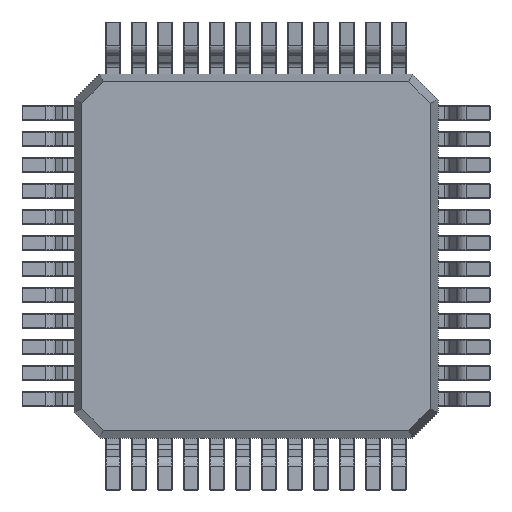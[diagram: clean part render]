
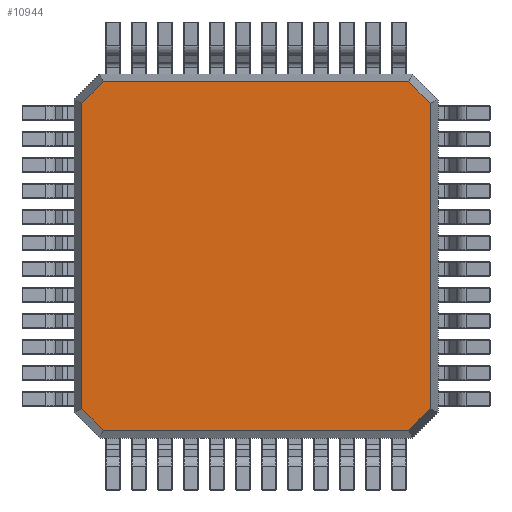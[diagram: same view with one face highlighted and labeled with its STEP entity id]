
A CAD part, front view. The second image highlights one B-rep face of the part: STEP entity #10944.
In plain terms, the highlighted planar face has unit normal (0, -1, 0).
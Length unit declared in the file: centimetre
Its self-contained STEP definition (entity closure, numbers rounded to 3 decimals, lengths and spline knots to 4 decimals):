
#3752=DIRECTION('',(0.,0.,1.));
#3753=VECTOR('',#3752,0.5876);
#3754=CARTESIAN_POINT('',(-0.335,0.015,-0.2938));
#3755=LINE('',#3754,#3753);
#3764=DIRECTION('',(-1.,0.,0.));
#3765=VECTOR('',#3764,0.5876);
#3766=CARTESIAN_POINT('',(0.2938,0.015,-0.335));
#3767=LINE('',#3766,#3765);
#3772=DIRECTION('',(0.,0.,-1.));
#3773=VECTOR('',#3772,0.5876);
#3774=CARTESIAN_POINT('',(0.335,0.015,0.2938));
#3775=LINE('',#3774,#3773);
#3776=DIRECTION('',(0.707,0.,0.707));
#3777=VECTOR('',#3776,0.0583);
#3778=CARTESIAN_POINT('',(0.2938,0.015,-0.335));
#3779=LINE('',#3778,#3777);
#3780=DIRECTION('',(0.707,0.,-0.707));
#3781=VECTOR('',#3780,0.0583);
#3782=CARTESIAN_POINT('',(-0.335,0.015,-0.2938));
#3783=LINE('',#3782,#3781);
#3784=DIRECTION('',(-0.707,0.,-0.707));
#3785=VECTOR('',#3784,0.0583);
#3786=CARTESIAN_POINT('',(-0.2938,0.015,0.335));
#3787=LINE('',#3786,#3785);
#3788=DIRECTION('',(-0.707,0.,0.707));
#3789=VECTOR('',#3788,0.0583);
#3790=CARTESIAN_POINT('',(0.335,0.015,0.2938));
#3791=LINE('',#3790,#3789);
#3796=DIRECTION('',(1.,0.,0.));
#3797=VECTOR('',#3796,0.5876);
#3798=CARTESIAN_POINT('',(-0.2938,0.015,0.335));
#3799=LINE('',#3798,#3797);
#7594=CARTESIAN_POINT('',(-0.335,0.015,-0.2938));
#7595=CARTESIAN_POINT('',(-0.2938,0.015,-0.335));
#7596=VERTEX_POINT('',#7594);
#7597=VERTEX_POINT('',#7595);
#7602=CARTESIAN_POINT('',(-0.335,0.015,0.2938));
#7603=VERTEX_POINT('',#7602);
#7620=CARTESIAN_POINT('',(-0.2938,0.015,0.335));
#7621=VERTEX_POINT('',#7620);
#7628=CARTESIAN_POINT('',(0.335,0.015,0.2938));
#7629=VERTEX_POINT('',#7628);
#7630=CARTESIAN_POINT('',(0.2938,0.015,-0.335));
#7631=CARTESIAN_POINT('',(0.335,0.015,-0.2938));
#7632=VERTEX_POINT('',#7630);
#7633=VERTEX_POINT('',#7631);
#7642=CARTESIAN_POINT('',(0.2938,0.015,0.335));
#7643=VERTEX_POINT('',#7642);
#10927=CARTESIAN_POINT('',(0.,0.015,-0.35));
#10928=DIRECTION('',(0.,-1.,0.));
#10929=DIRECTION('',(1.,0.,0.));
#10930=AXIS2_PLACEMENT_3D('',#10927,#10928,#10929);
#10931=PLANE('',#10930);
#10932=ORIENTED_EDGE('',*,*,#10893,.F.);
#10933=ORIENTED_EDGE('',*,*,#10871,.T.);
#10934=ORIENTED_EDGE('',*,*,#10849,.F.);
#10935=ORIENTED_EDGE('',*,*,#10827,.T.);
#10936=ORIENTED_EDGE('',*,*,#10805,.F.);
#10938=ORIENTED_EDGE('',*,*,#10937,.T.);
#10940=ORIENTED_EDGE('',*,*,#10939,.F.);
#10941=ORIENTED_EDGE('',*,*,#10911,.T.);
#10942=EDGE_LOOP('',(#10932,#10933,#10934,#10935,#10936,#10938,#10940,#10941));
#10943=FACE_OUTER_BOUND('',#10942,.F.);
#10944=ADVANCED_FACE('',(#10943),#10931,.T.);
#10805=EDGE_CURVE('',#7621,#7603,#3787,.T.);
#10827=EDGE_CURVE('',#7596,#7603,#3755,.T.);
#10849=EDGE_CURVE('',#7596,#7597,#3783,.T.);
#10871=EDGE_CURVE('',#7632,#7597,#3767,.T.);
#10893=EDGE_CURVE('',#7632,#7633,#3779,.T.);
#10911=EDGE_CURVE('',#7629,#7633,#3775,.T.);
#10937=EDGE_CURVE('',#7621,#7643,#3799,.T.);
#10939=EDGE_CURVE('',#7629,#7643,#3791,.T.);
